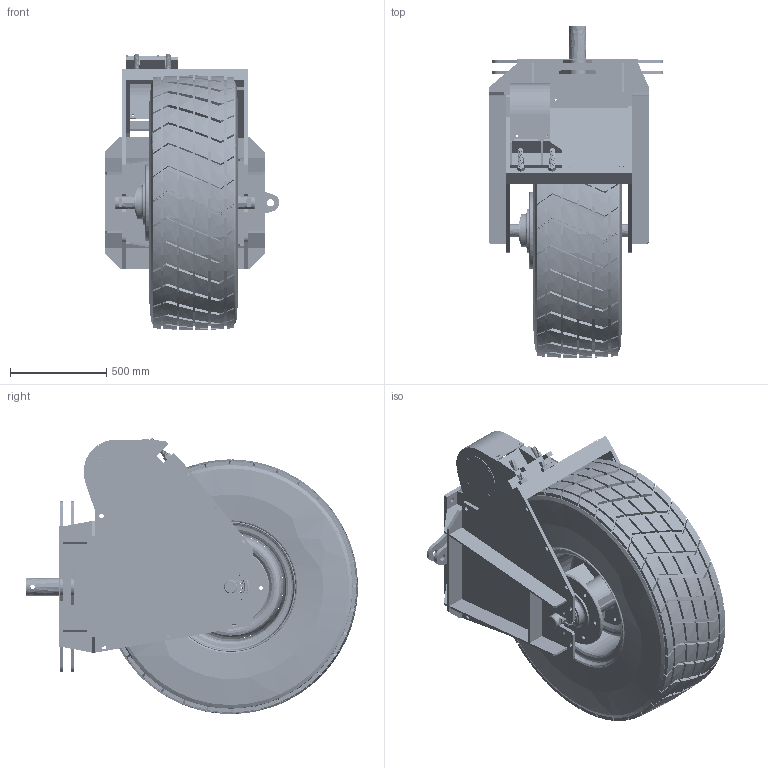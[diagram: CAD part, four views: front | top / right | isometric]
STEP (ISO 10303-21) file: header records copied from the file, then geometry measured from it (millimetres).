
FILE_DESCRIPTION(('FreeCAD Model'),'2;1');
FILE_NAME('Open CASCADE Shape Model','2025-05-04T18:54:00',('FreeCAD'),( 'FreeCAD'),'Open CASCADE STEP processor 7.6','FreeCAD','Unknown');
FILE_SCHEMA(('AUTOMOTIVE_DESIGN { 1 0 10303 214 1 1 1 1 }'));
Products named in the file (1): Open CASCADE STEP translator 7.6 1
Bounding box: 905.7 x 1722.51 x 1433.15 mm (x, y, z)
Volume: 193057392.4 mm3; surface area: 23392442 mm2
Topology: 284 solids, 284 shells, 3822 faces, 9337 edges, 6094 vertices
Faces by surface type: bspline 3822
Entity records: 190176 total; most frequent: CARTESIAN_POINT 137325, ORIENTED_EDGE 18674, EDGE_CURVE 9337, VERTEX_POINT 6094, B_SPLINE_CURVE_WITH_KNOTS 4801, FACE_BOUND 4055, EDGE_LOOP 4055, ADVANCED_FACE 3822
